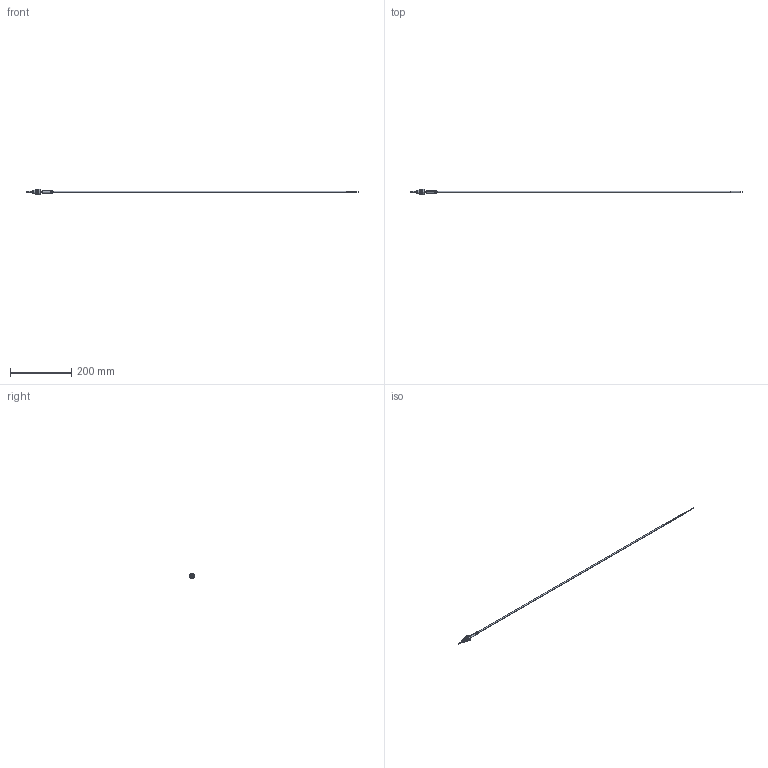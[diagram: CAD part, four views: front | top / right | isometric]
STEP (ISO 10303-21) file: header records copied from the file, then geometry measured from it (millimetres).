
FILE_DESCRIPTION (( 'STEP AP214' ), '1' );
FILE_NAME ('50782100.STEP', '2018-02-12T19:32:37', ( '' ), ( '' ), 'SwSTEP 2.0', 'SolidWorks 2015', '' );
FILE_SCHEMA (( 'AUTOMOTIVE_DESIGN' ));
Length unit declared in the file: inch
Products named in the file (1): 50782100
Bounding box: 1088.1 x 17 x 18.9 mm (x, y, z)
Surface area: 17576.3 mm2 (no closed solid volume)
Topology: 0 solids, 16 shells, 118 faces, 299 edges, 188 vertices
Faces by surface type: cylinder 53, torus 26, cone 23, plane 13, bspline 3
Entity records: 7065 total; most frequent: CARTESIAN_POINT 2725, DIRECTION 636, ORIENTED_EDGE 534, EDGE_CURVE 299, AXIS2_PLACEMENT_3D 284, VERTEX_POINT 188, CIRCLE 168, EDGE_LOOP 125
